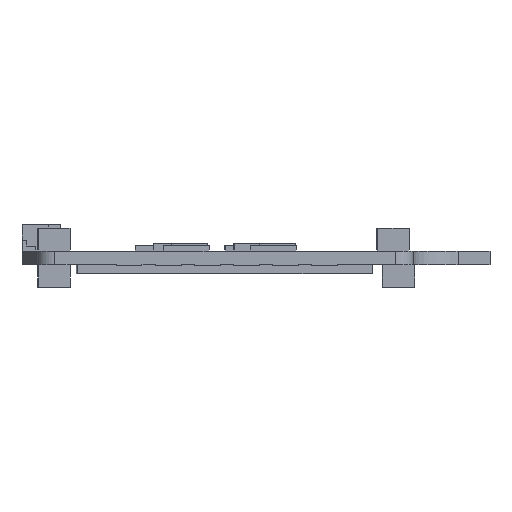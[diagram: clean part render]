
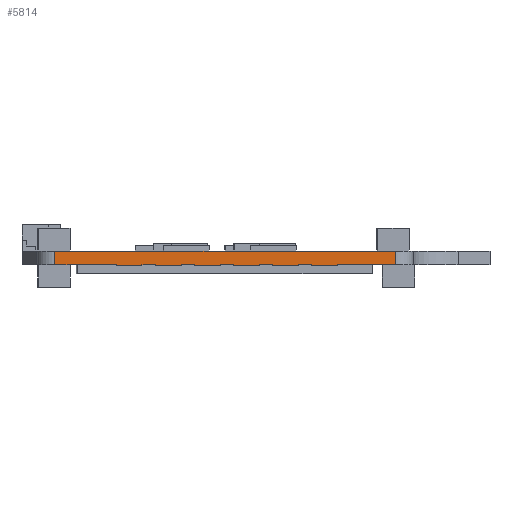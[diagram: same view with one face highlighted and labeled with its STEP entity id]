
A CAD part, front view. The second image highlights one B-rep face of the part: STEP entity #5814.
In plain terms, the highlighted face is planar.
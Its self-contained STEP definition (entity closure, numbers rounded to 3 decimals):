
#68=CARTESIAN_POINT('Line Origine',(9.3,-20.,-0.025)) ;
#72=CARTESIAN_POINT('Vertex',(9.3,-20.,0.)) ;
#74=CARTESIAN_POINT('Vertex',(9.3,-20.,-0.05)) ;
#143=CARTESIAN_POINT('Vertex',(12.1,-20.,-0.05)) ;
#146=CARTESIAN_POINT('Line Origine',(10.7,-20.,-0.05)) ;
#167=CARTESIAN_POINT('Vertex',(12.1,-20.,0.)) ;
#170=CARTESIAN_POINT('Line Origine',(12.1,-20.,-0.025)) ;
#396=CARTESIAN_POINT('Vertex',(-19.,-20.,1.5)) ;
#399=CARTESIAN_POINT('Line Origine',(-0.25,-20.,1.5)) ;
#403=CARTESIAN_POINT('Vertex',(18.5,-20.,1.5)) ;
#1476=CARTESIAN_POINT('Vertex',(-19.,-20.,0.)) ;
#1479=CARTESIAN_POINT('Line Origine',(-19.,-20.,0.75)) ;
#1496=CARTESIAN_POINT('Line Origine',(18.5,-20.,0.75)) ;
#1500=CARTESIAN_POINT('Vertex',(18.5,-20.,0.)) ;
#3808=CARTESIAN_POINT('Line Origine',(15.3,-20.,0.)) ;
#3813=CARTESIAN_POINT('Line Origine',(8.55,-20.,0.)) ;
#3817=CARTESIAN_POINT('Vertex',(7.8,-20.,0.)) ;
#3838=CARTESIAN_POINT('Vertex',(5.,-20.,0.)) ;
#3841=CARTESIAN_POINT('Line Origine',(4.25,-20.,0.)) ;
#3845=CARTESIAN_POINT('Vertex',(3.5,-20.,0.)) ;
#3866=CARTESIAN_POINT('Vertex',(0.7,-20.,0.)) ;
#3869=CARTESIAN_POINT('Line Origine',(-0.05,-20.,0.)) ;
#3873=CARTESIAN_POINT('Vertex',(-0.8,-20.,0.)) ;
#3894=CARTESIAN_POINT('Vertex',(-3.6,-20.,0.)) ;
#3897=CARTESIAN_POINT('Line Origine',(-4.35,-20.,0.)) ;
#3901=CARTESIAN_POINT('Vertex',(-5.1,-20.,0.)) ;
#3922=CARTESIAN_POINT('Vertex',(-7.9,-20.,0.)) ;
#3925=CARTESIAN_POINT('Line Origine',(-8.65,-20.,0.)) ;
#3929=CARTESIAN_POINT('Vertex',(-9.4,-20.,0.)) ;
#3950=CARTESIAN_POINT('Vertex',(-12.2,-20.,0.)) ;
#3953=CARTESIAN_POINT('Line Origine',(-15.6,-20.,0.)) ;
#5684=CARTESIAN_POINT('Axis2P3D Location',(-21.,-20.,0.)) ;
#5689=CARTESIAN_POINT('Line Origine',(-12.2,-20.,-0.025)) ;
#5693=CARTESIAN_POINT('Vertex',(-12.2,-20.,-0.05)) ;
#5696=CARTESIAN_POINT('Line Origine',(-10.8,-20.,-0.05)) ;
#5700=CARTESIAN_POINT('Vertex',(-9.4,-20.,-0.05)) ;
#5703=CARTESIAN_POINT('Line Origine',(-9.4,-20.,-0.025)) ;
#5708=CARTESIAN_POINT('Line Origine',(-7.9,-20.,-0.025)) ;
#5712=CARTESIAN_POINT('Vertex',(-7.9,-20.,-0.05)) ;
#5715=CARTESIAN_POINT('Line Origine',(-6.5,-20.,-0.05)) ;
#5719=CARTESIAN_POINT('Vertex',(-5.1,-20.,-0.05)) ;
#5722=CARTESIAN_POINT('Line Origine',(-5.1,-20.,-0.025)) ;
#5727=CARTESIAN_POINT('Line Origine',(-3.6,-20.,-0.025)) ;
#5731=CARTESIAN_POINT('Vertex',(-3.6,-20.,-0.05)) ;
#5734=CARTESIAN_POINT('Line Origine',(-2.2,-20.,-0.05)) ;
#5738=CARTESIAN_POINT('Vertex',(-0.8,-20.,-0.05)) ;
#5741=CARTESIAN_POINT('Line Origine',(-0.8,-20.,-0.025)) ;
#5746=CARTESIAN_POINT('Line Origine',(0.7,-20.,-0.025)) ;
#5750=CARTESIAN_POINT('Vertex',(0.7,-20.,-0.05)) ;
#5753=CARTESIAN_POINT('Line Origine',(2.1,-20.,-0.05)) ;
#5757=CARTESIAN_POINT('Vertex',(3.5,-20.,-0.05)) ;
#5760=CARTESIAN_POINT('Line Origine',(3.5,-20.,-0.025)) ;
#5765=CARTESIAN_POINT('Line Origine',(5.,-20.,-0.025)) ;
#5769=CARTESIAN_POINT('Vertex',(5.,-20.,-0.05)) ;
#5772=CARTESIAN_POINT('Line Origine',(6.4,-20.,-0.05)) ;
#5776=CARTESIAN_POINT('Vertex',(7.8,-20.,-0.05)) ;
#5779=CARTESIAN_POINT('Line Origine',(7.8,-20.,-0.025)) ;
#69=DIRECTION('Vector Direction',(0.,0.,-1.)) ;
#147=DIRECTION('Vector Direction',(1.,0.,0.)) ;
#171=DIRECTION('Vector Direction',(0.,0.,-1.)) ;
#400=DIRECTION('Vector Direction',(1.,0.,0.)) ;
#1480=DIRECTION('Vector Direction',(0.,0.,-1.)) ;
#1497=DIRECTION('Vector Direction',(0.,0.,-1.)) ;
#3809=DIRECTION('Vector Direction',(1.,0.,0.)) ;
#3814=DIRECTION('Vector Direction',(1.,0.,0.)) ;
#3842=DIRECTION('Vector Direction',(1.,0.,0.)) ;
#3870=DIRECTION('Vector Direction',(1.,0.,0.)) ;
#3898=DIRECTION('Vector Direction',(1.,0.,0.)) ;
#3926=DIRECTION('Vector Direction',(1.,0.,0.)) ;
#3954=DIRECTION('Vector Direction',(1.,0.,0.)) ;
#5685=DIRECTION('Axis2P3D Direction',(0.,-1.,0.)) ;
#5686=DIRECTION('Axis2P3D XDirection',(1.,0.,0.)) ;
#5690=DIRECTION('Vector Direction',(0.,0.,-1.)) ;
#5697=DIRECTION('Vector Direction',(1.,0.,0.)) ;
#5704=DIRECTION('Vector Direction',(0.,0.,-1.)) ;
#5709=DIRECTION('Vector Direction',(0.,0.,-1.)) ;
#5716=DIRECTION('Vector Direction',(1.,0.,0.)) ;
#5723=DIRECTION('Vector Direction',(0.,0.,-1.)) ;
#5728=DIRECTION('Vector Direction',(0.,0.,-1.)) ;
#5735=DIRECTION('Vector Direction',(1.,0.,0.)) ;
#5742=DIRECTION('Vector Direction',(0.,0.,-1.)) ;
#5747=DIRECTION('Vector Direction',(0.,0.,-1.)) ;
#5754=DIRECTION('Vector Direction',(1.,0.,0.)) ;
#5761=DIRECTION('Vector Direction',(0.,0.,-1.)) ;
#5766=DIRECTION('Vector Direction',(0.,0.,-1.)) ;
#5773=DIRECTION('Vector Direction',(1.,0.,0.)) ;
#5780=DIRECTION('Vector Direction',(0.,0.,-1.)) ;
#5687=AXIS2_PLACEMENT_3D('Plane Axis2P3D',#5684,#5685,#5686) ;
#5785=ORIENTED_EDGE('',*,*,#174,.F.) ;
#5786=ORIENTED_EDGE('',*,*,#3812,.F.) ;
#5787=ORIENTED_EDGE('',*,*,#1502,.T.) ;
#5788=ORIENTED_EDGE('',*,*,#405,.T.) ;
#5789=ORIENTED_EDGE('',*,*,#1483,.F.) ;
#5790=ORIENTED_EDGE('',*,*,#3957,.F.) ;
#5791=ORIENTED_EDGE('',*,*,#5695,.T.) ;
#5792=ORIENTED_EDGE('',*,*,#5702,.F.) ;
#5793=ORIENTED_EDGE('',*,*,#5707,.F.) ;
#5794=ORIENTED_EDGE('',*,*,#3931,.F.) ;
#5795=ORIENTED_EDGE('',*,*,#5714,.T.) ;
#5796=ORIENTED_EDGE('',*,*,#5721,.F.) ;
#5797=ORIENTED_EDGE('',*,*,#5726,.F.) ;
#5798=ORIENTED_EDGE('',*,*,#3903,.F.) ;
#5799=ORIENTED_EDGE('',*,*,#5733,.T.) ;
#5800=ORIENTED_EDGE('',*,*,#5740,.F.) ;
#5801=ORIENTED_EDGE('',*,*,#5745,.F.) ;
#5802=ORIENTED_EDGE('',*,*,#3875,.F.) ;
#5803=ORIENTED_EDGE('',*,*,#5752,.T.) ;
#5804=ORIENTED_EDGE('',*,*,#5759,.F.) ;
#5805=ORIENTED_EDGE('',*,*,#5764,.F.) ;
#5806=ORIENTED_EDGE('',*,*,#3847,.F.) ;
#5807=ORIENTED_EDGE('',*,*,#5771,.T.) ;
#5808=ORIENTED_EDGE('',*,*,#5778,.F.) ;
#5809=ORIENTED_EDGE('',*,*,#5783,.F.) ;
#5810=ORIENTED_EDGE('',*,*,#3819,.F.) ;
#5811=ORIENTED_EDGE('',*,*,#76,.T.) ;
#5812=ORIENTED_EDGE('',*,*,#150,.F.) ;
#70=VECTOR('Line Direction',#69,1.) ;
#148=VECTOR('Line Direction',#147,1.) ;
#172=VECTOR('Line Direction',#171,1.) ;
#401=VECTOR('Line Direction',#400,1.) ;
#1481=VECTOR('Line Direction',#1480,1.) ;
#1498=VECTOR('Line Direction',#1497,1.) ;
#3810=VECTOR('Line Direction',#3809,1.) ;
#3815=VECTOR('Line Direction',#3814,1.) ;
#3843=VECTOR('Line Direction',#3842,1.) ;
#3871=VECTOR('Line Direction',#3870,1.) ;
#3899=VECTOR('Line Direction',#3898,1.) ;
#3927=VECTOR('Line Direction',#3926,1.) ;
#3955=VECTOR('Line Direction',#3954,1.) ;
#5691=VECTOR('Line Direction',#5690,1.) ;
#5698=VECTOR('Line Direction',#5697,1.) ;
#5705=VECTOR('Line Direction',#5704,1.) ;
#5710=VECTOR('Line Direction',#5709,1.) ;
#5717=VECTOR('Line Direction',#5716,1.) ;
#5724=VECTOR('Line Direction',#5723,1.) ;
#5729=VECTOR('Line Direction',#5728,1.) ;
#5736=VECTOR('Line Direction',#5735,1.) ;
#5743=VECTOR('Line Direction',#5742,1.) ;
#5748=VECTOR('Line Direction',#5747,1.) ;
#5755=VECTOR('Line Direction',#5754,1.) ;
#5762=VECTOR('Line Direction',#5761,1.) ;
#5767=VECTOR('Line Direction',#5766,1.) ;
#5774=VECTOR('Line Direction',#5773,1.) ;
#5781=VECTOR('Line Direction',#5780,1.) ;
#5814=ADVANCED_FACE('Hauptk\X2\00F6\X0\rper',(#5813),#5688,.T.) ;
#76=EDGE_CURVE('',#73,#75,#71,.T.) ;
#150=EDGE_CURVE('',#144,#75,#149,.F.) ;
#174=EDGE_CURVE('',#168,#144,#173,.T.) ;
#405=EDGE_CURVE('',#404,#397,#402,.F.) ;
#1483=EDGE_CURVE('',#1477,#397,#1482,.F.) ;
#1502=EDGE_CURVE('',#1501,#404,#1499,.F.) ;
#3812=EDGE_CURVE('',#1501,#168,#3811,.F.) ;
#3819=EDGE_CURVE('',#73,#3818,#3816,.F.) ;
#3847=EDGE_CURVE('',#3839,#3846,#3844,.F.) ;
#3875=EDGE_CURVE('',#3867,#3874,#3872,.F.) ;
#3903=EDGE_CURVE('',#3895,#3902,#3900,.F.) ;
#3931=EDGE_CURVE('',#3923,#3930,#3928,.F.) ;
#3957=EDGE_CURVE('',#3951,#1477,#3956,.F.) ;
#5695=EDGE_CURVE('',#3951,#5694,#5692,.T.) ;
#5702=EDGE_CURVE('',#5701,#5694,#5699,.F.) ;
#5707=EDGE_CURVE('',#3930,#5701,#5706,.T.) ;
#5714=EDGE_CURVE('',#3923,#5713,#5711,.T.) ;
#5721=EDGE_CURVE('',#5720,#5713,#5718,.F.) ;
#5726=EDGE_CURVE('',#3902,#5720,#5725,.T.) ;
#5733=EDGE_CURVE('',#3895,#5732,#5730,.T.) ;
#5740=EDGE_CURVE('',#5739,#5732,#5737,.F.) ;
#5745=EDGE_CURVE('',#3874,#5739,#5744,.T.) ;
#5752=EDGE_CURVE('',#3867,#5751,#5749,.T.) ;
#5759=EDGE_CURVE('',#5758,#5751,#5756,.F.) ;
#5764=EDGE_CURVE('',#3846,#5758,#5763,.T.) ;
#5771=EDGE_CURVE('',#3839,#5770,#5768,.T.) ;
#5778=EDGE_CURVE('',#5777,#5770,#5775,.F.) ;
#5783=EDGE_CURVE('',#3818,#5777,#5782,.T.) ;
#5784=EDGE_LOOP('',(#5785,#5786,#5787,#5788,#5789,#5790,#5791,#5792,#5793,#5794,#5795,#5796,#5797,#5798,#5799,#5800,#5801,#5802,#5803,#5804,#5805,#5806,#5807,#5808,#5809,#5810,#5811,#5812)) ;
#5813=FACE_OUTER_BOUND('',#5784,.T.) ;
#71=LINE('Line',#68,#70) ;
#149=LINE('Line',#146,#148) ;
#173=LINE('Line',#170,#172) ;
#402=LINE('Line',#399,#401) ;
#1482=LINE('Line',#1479,#1481) ;
#1499=LINE('Line',#1496,#1498) ;
#3811=LINE('Line',#3808,#3810) ;
#3816=LINE('Line',#3813,#3815) ;
#3844=LINE('Line',#3841,#3843) ;
#3872=LINE('Line',#3869,#3871) ;
#3900=LINE('Line',#3897,#3899) ;
#3928=LINE('Line',#3925,#3927) ;
#3956=LINE('Line',#3953,#3955) ;
#5692=LINE('Line',#5689,#5691) ;
#5699=LINE('Line',#5696,#5698) ;
#5706=LINE('Line',#5703,#5705) ;
#5711=LINE('Line',#5708,#5710) ;
#5718=LINE('Line',#5715,#5717) ;
#5725=LINE('Line',#5722,#5724) ;
#5730=LINE('Line',#5727,#5729) ;
#5737=LINE('Line',#5734,#5736) ;
#5744=LINE('Line',#5741,#5743) ;
#5749=LINE('Line',#5746,#5748) ;
#5756=LINE('Line',#5753,#5755) ;
#5763=LINE('Line',#5760,#5762) ;
#5768=LINE('Line',#5765,#5767) ;
#5775=LINE('Line',#5772,#5774) ;
#5782=LINE('Line',#5779,#5781) ;
#5688=PLANE('',#5687) ;
#73=VERTEX_POINT('',#72) ;
#75=VERTEX_POINT('',#74) ;
#144=VERTEX_POINT('',#143) ;
#168=VERTEX_POINT('',#167) ;
#397=VERTEX_POINT('',#396) ;
#404=VERTEX_POINT('',#403) ;
#1477=VERTEX_POINT('',#1476) ;
#1501=VERTEX_POINT('',#1500) ;
#3818=VERTEX_POINT('',#3817) ;
#3839=VERTEX_POINT('',#3838) ;
#3846=VERTEX_POINT('',#3845) ;
#3867=VERTEX_POINT('',#3866) ;
#3874=VERTEX_POINT('',#3873) ;
#3895=VERTEX_POINT('',#3894) ;
#3902=VERTEX_POINT('',#3901) ;
#3923=VERTEX_POINT('',#3922) ;
#3930=VERTEX_POINT('',#3929) ;
#3951=VERTEX_POINT('',#3950) ;
#5694=VERTEX_POINT('',#5693) ;
#5701=VERTEX_POINT('',#5700) ;
#5713=VERTEX_POINT('',#5712) ;
#5720=VERTEX_POINT('',#5719) ;
#5732=VERTEX_POINT('',#5731) ;
#5739=VERTEX_POINT('',#5738) ;
#5751=VERTEX_POINT('',#5750) ;
#5758=VERTEX_POINT('',#5757) ;
#5770=VERTEX_POINT('',#5769) ;
#5777=VERTEX_POINT('',#5776) ;
